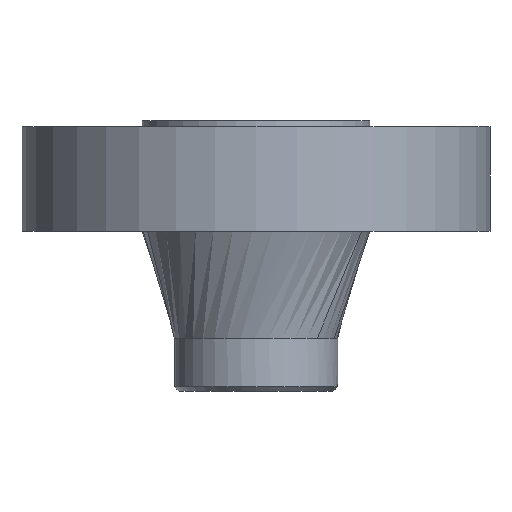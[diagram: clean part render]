
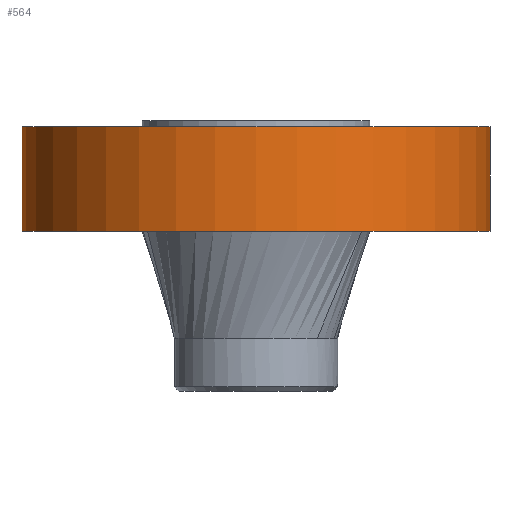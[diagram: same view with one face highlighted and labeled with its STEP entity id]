
A CAD part, front view. The second image highlights one B-rep face of the part: STEP entity #564.
In plain terms, the highlighted cylindrical face has radius 241.3 mm (diameter 482.6 mm), a partial arc.
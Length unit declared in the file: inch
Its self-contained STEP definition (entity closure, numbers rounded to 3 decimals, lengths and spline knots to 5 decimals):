
#33 = ORIENTED_EDGE ( 'NONE', *, *, #583, .T. ) ;
#49 = EDGE_CURVE ( 'NONE', #738, #319, #315, .T. ) ;
#65 = DIRECTION ( 'NONE',  ( 0., 0., 1. ) ) ;
#77 = CARTESIAN_POINT ( 'NONE',  ( 9.5, 0., -4.25 ) ) ;
#144 = LINE ( 'NONE', #419, #264 ) ;
#264 = VECTOR ( 'NONE', #65, 39.37008 ) ;
#294 = VECTOR ( 'NONE', #1010, 39.37008 ) ;
#307 = DIRECTION ( 'NONE',  ( 1., 0., 0. ) ) ;
#312 = CARTESIAN_POINT ( 'NONE',  ( 0., 0., -31.12006 ) ) ;
#315 = LINE ( 'NONE', #666, #294 ) ;
#319 = VERTEX_POINT ( 'NONE', #986 ) ;
#333 = CARTESIAN_POINT ( 'NONE',  ( 9.5, 0., 0. ) ) ;
#359 = ORIENTED_EDGE ( 'NONE', *, *, #1097, .F. ) ;
#374 = ORIENTED_EDGE ( 'NONE', *, *, #49, .F. ) ;
#398 = DIRECTION ( 'NONE',  ( 0., 0., -1. ) ) ;
#405 = AXIS2_PLACEMENT_3D ( 'NONE', #495, #398, #490 ) ;
#416 = ORIENTED_EDGE ( 'NONE', *, *, #438, .F. ) ;
#419 = CARTESIAN_POINT ( 'NONE',  ( 9.5, 0., -31.12006 ) ) ;
#438 = EDGE_CURVE ( 'NONE', #801, #738, #1026, .T. ) ;
#467 = VERTEX_POINT ( 'NONE', #333 ) ;
#490 = DIRECTION ( 'NONE',  ( 1., 0., 0. ) ) ;
#495 = CARTESIAN_POINT ( 'NONE',  ( 0., 0., -4.25 ) ) ;
#538 = AXIS2_PLACEMENT_3D ( 'NONE', #926, #1079, #307 ) ;
#564 = ADVANCED_FACE ( 'NONE', ( #835 ), #934, .T. ) ;
#583 = EDGE_CURVE ( 'NONE', #801, #467, #144, .T. ) ;
#630 = AXIS2_PLACEMENT_3D ( 'NONE', #312, #746, #1008 ) ;
#666 = CARTESIAN_POINT ( 'NONE',  ( -9.5, 0., -31.12006 ) ) ;
#738 = VERTEX_POINT ( 'NONE', #917 ) ;
#746 = DIRECTION ( 'NONE',  ( 0., 0., 1. ) ) ;
#801 = VERTEX_POINT ( 'NONE', #77 ) ;
#835 = FACE_OUTER_BOUND ( 'NONE', #903, .T. ) ;
#903 = EDGE_LOOP ( 'NONE', ( #374, #416, #33, #359 ) ) ;
#917 = CARTESIAN_POINT ( 'NONE',  ( -9.5, 0., -4.25 ) ) ;
#926 = CARTESIAN_POINT ( 'NONE',  ( 0., 0., 0. ) ) ;
#934 = CYLINDRICAL_SURFACE ( 'NONE', #630, 9.5 ) ;
#986 = CARTESIAN_POINT ( 'NONE',  ( -9.5, 0., 0. ) ) ;
#1008 = DIRECTION ( 'NONE',  ( 1., 0., 0. ) ) ;
#1010 = DIRECTION ( 'NONE',  ( 0., 0., 1. ) ) ;
#1026 = CIRCLE ( 'NONE', #405, 9.5 ) ;
#1079 = DIRECTION ( 'NONE',  ( 0., 0., 1. ) ) ;
#1082 = CIRCLE ( 'NONE', #538, 9.5 ) ;
#1097 = EDGE_CURVE ( 'NONE', #319, #467, #1082, .T. ) ;
